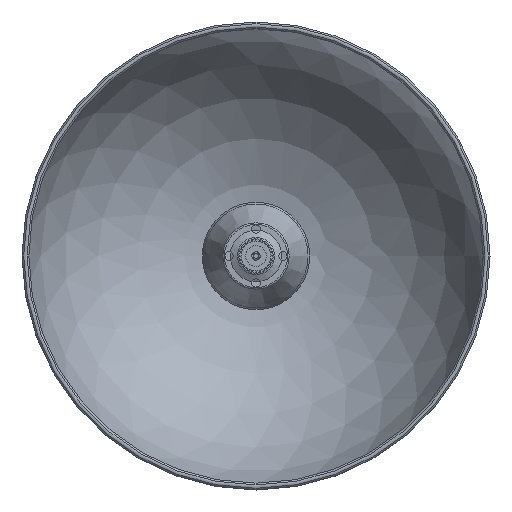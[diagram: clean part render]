
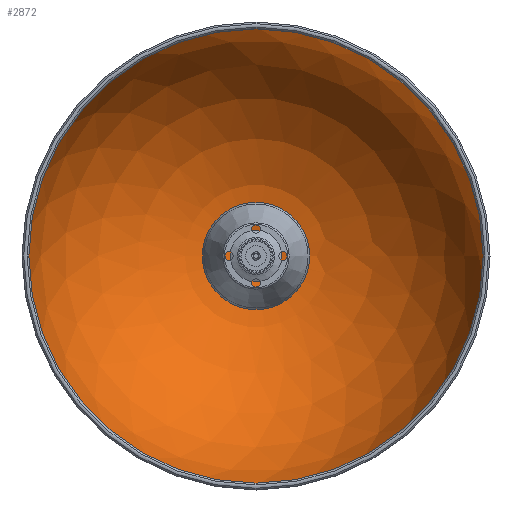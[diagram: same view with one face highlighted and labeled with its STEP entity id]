
A CAD part, front view. The second image highlights one B-rep face of the part: STEP entity #2872.
In plain terms, the highlighted spherical face has radius 270.559 mm.
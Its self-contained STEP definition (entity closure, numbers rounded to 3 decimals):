
#65=SPHERICAL_SURFACE('',#3327,270.559);
#290=CIRCLE('',#3301,25.);
#291=CIRCLE('',#3302,25.);
#308=CIRCLE('',#3324,270.22);
#309=CIRCLE('',#3325,270.22);
#310=CIRCLE('',#3326,270.22);
#311=CIRCLE('',#3328,270.559);
#504=FACE_OUTER_BOUND('',#667,.T.);
#667=EDGE_LOOP('',(#2095,#2096,#2097,#2098,#2099,#2100,#2101));
#1255=VERTEX_POINT('',#4929);
#1256=VERTEX_POINT('',#4931);
#1270=VERTEX_POINT('',#4969);
#1271=VERTEX_POINT('',#4971);
#1272=VERTEX_POINT('',#4973);
#1565=EDGE_CURVE('',#1256,#1255,#290,.T.);
#1566=EDGE_CURVE('',#1255,#1256,#291,.T.);
#1585=EDGE_CURVE('',#1271,#1270,#308,.T.);
#1586=EDGE_CURVE('',#1272,#1271,#309,.T.);
#1587=EDGE_CURVE('',#1270,#1272,#310,.T.);
#1588=EDGE_CURVE('',#1256,#1272,#311,.T.);
#2095=ORIENTED_EDGE('',*,*,#1566,.T.);
#2096=ORIENTED_EDGE('',*,*,#1588,.T.);
#2097=ORIENTED_EDGE('',*,*,#1586,.T.);
#2098=ORIENTED_EDGE('',*,*,#1585,.T.);
#2099=ORIENTED_EDGE('',*,*,#1587,.T.);
#2100=ORIENTED_EDGE('',*,*,#1588,.F.);
#2101=ORIENTED_EDGE('',*,*,#1565,.T.);
#2872=ADVANCED_FACE('',(#504),#65,.F.);
#3301=AXIS2_PLACEMENT_3D('',#4932,#3788,#3789);
#3302=AXIS2_PLACEMENT_3D('',#4933,#3790,#3791);
#3324=AXIS2_PLACEMENT_3D('',#4972,#3836,#3837);
#3325=AXIS2_PLACEMENT_3D('',#4974,#3838,#3839);
#3326=AXIS2_PLACEMENT_3D('',#4975,#3840,#3841);
#3327=AXIS2_PLACEMENT_3D('',#4976,#3842,#3843);
#3328=AXIS2_PLACEMENT_3D('',#4977,#3844,#3845);
#3788=DIRECTION('center_axis',(0.,0.,1.));
#3789=DIRECTION('ref_axis',(-1.,0.,0.));
#3790=DIRECTION('center_axis',(0.,0.,1.));
#3791=DIRECTION('ref_axis',(-1.,0.,0.));
#3836=DIRECTION('center_axis',(0.,0.,-1.));
#3837=DIRECTION('ref_axis',(1.,0.,0.));
#3838=DIRECTION('center_axis',(0.,0.,-1.));
#3839=DIRECTION('ref_axis',(1.,0.,0.));
#3840=DIRECTION('center_axis',(0.,0.,-1.));
#3841=DIRECTION('ref_axis',(1.,0.,0.));
#3842=DIRECTION('center_axis',(0.,0.,1.));
#3843=DIRECTION('ref_axis',(1.,0.,0.));
#3844=DIRECTION('center_axis',(0.,-1.,0.));
#3845=DIRECTION('ref_axis',(-1.,0.,0.));
#4929=CARTESIAN_POINT('',(25.,0.,286.843));
#4931=CARTESIAN_POINT('',(-25.,0.,286.843));
#4932=CARTESIAN_POINT('Origin',(0.,0.,286.843));
#4933=CARTESIAN_POINT('Origin',(0.,0.,286.843));
#4969=CARTESIAN_POINT('',(270.22,0.,3.9));
#4971=CARTESIAN_POINT('',(0.,270.22,3.9));
#4972=CARTESIAN_POINT('Origin',(0.,0.,3.9));
#4973=CARTESIAN_POINT('',(-270.22,0.,3.9));
#4974=CARTESIAN_POINT('Origin',(0.,0.,3.9));
#4975=CARTESIAN_POINT('Origin',(0.,0.,3.9));
#4976=CARTESIAN_POINT('Origin',(0.,0.,17.441));
#4977=CARTESIAN_POINT('Origin',(0.,0.,17.441));
